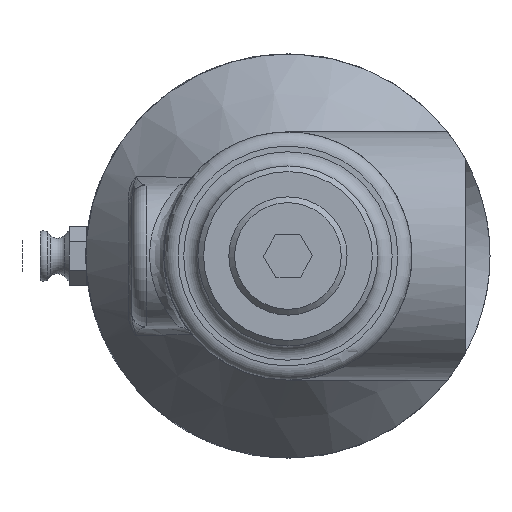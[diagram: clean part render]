
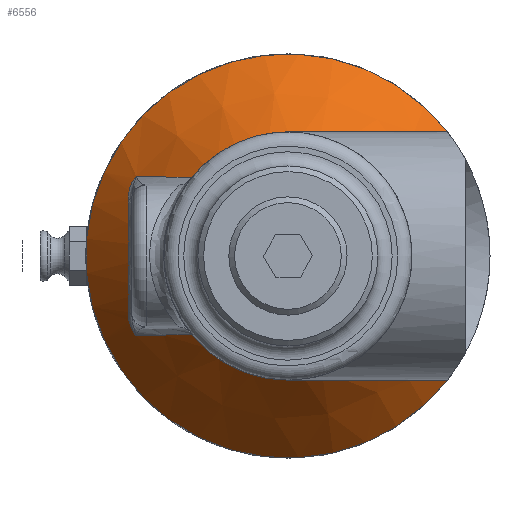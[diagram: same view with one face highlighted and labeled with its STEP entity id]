
A CAD part, left-side view. The second image highlights one B-rep face of the part: STEP entity #6556.
In plain terms, the highlighted conical face has half-angle 38 degrees and reference radius 23 mm.
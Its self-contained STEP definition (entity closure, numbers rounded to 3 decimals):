
#30=CONICAL_SURFACE('',#6966,23.,0.663);
#48=(
BOUNDED_CURVE()
B_SPLINE_CURVE(2,(#14442,#14443,#14444),.UNSPECIFIED.,.F.,.F.)
B_SPLINE_CURVE_WITH_KNOTS((3,3),(2.654,5.307),
 .UNSPECIFIED.)
CURVE()
GEOMETRIC_REPRESENTATION_ITEM()
RATIONAL_B_SPLINE_CURVE((1.314,1.314,1.))
REPRESENTATION_ITEM('')
);
#49=(
BOUNDED_CURVE()
B_SPLINE_CURVE(2,(#14446,#14447,#14448),.UNSPECIFIED.,.F.,.F.)
B_SPLINE_CURVE_WITH_KNOTS((3,3),(0.,2.654),.UNSPECIFIED.)
CURVE()
GEOMETRIC_REPRESENTATION_ITEM()
RATIONAL_B_SPLINE_CURVE((1.,1.314,1.314))
REPRESENTATION_ITEM('')
);
#1404=FACE_OUTER_BOUND('',#1803,.T.);
#1803=EDGE_LOOP('',(#5637,#5638,#5639,#5640,#5641,#5642,#5643,#5644,#5645,
#5646));
#2215=B_SPLINE_CURVE_WITH_KNOTS('',3,(#14301,#14302,#14303,#14304,#14305,
#14306,#14307,#14308,#14309,#14310,#14311,#14312,#14313,#14314,#14315),
 .UNSPECIFIED.,.F.,.F.,(4,2,1,1,1,1,1,1,1,1,1,4),(-0.393,-0.392,
-0.353,-0.314,-0.275,-0.235,
-0.196,-0.157,-0.118,-0.078,
-0.039,0.),.UNSPECIFIED.);
#2216=B_SPLINE_CURVE_WITH_KNOTS('',3,(#14341,#14342,#14343,#14344,#14345,
#14346),.UNSPECIFIED.,.F.,.F.,(4,1,1,4),(-1.739,-1.242,
-0.745,0.),.UNSPECIFIED.);
#2218=B_SPLINE_CURVE_WITH_KNOTS('',3,(#14408,#14409,#14410,#14411,#14412,
#14413,#14414,#14415,#14416,#14417,#14418,#14419,#14420),.UNSPECIFIED.,
 .F.,.F.,(4,1,1,1,1,1,1,1,2,4),(-0.392,-0.314,-0.235,
-0.196,-0.157,-0.118,-0.078,
-0.039,0.,0.001),.UNSPECIFIED.);
#2220=B_SPLINE_CURVE_WITH_KNOTS('',3,(#14436,#14437,#14438,#14439),
 .UNSPECIFIED.,.F.,.F.,(4,4),(-2.162,-0.994),
 .UNSPECIFIED.);
#2221=B_SPLINE_CURVE_WITH_KNOTS('',3,(#14451,#14452,#14453,#14454),
 .UNSPECIFIED.,.F.,.F.,(4,4),(-1.769,-0.601),
 .UNSPECIFIED.);
#2352=CIRCLE('',#6883,28.5);
#2393=CIRCLE('',#6967,17.5);
#2394=CIRCLE('',#6968,17.5);
#2933=VERTEX_POINT('',#13721);
#2934=VERTEX_POINT('',#13723);
#3015=VERTEX_POINT('',#14282);
#3017=VERTEX_POINT('',#14285);
#3018=VERTEX_POINT('',#14340);
#3020=VERTEX_POINT('',#14407);
#3021=VERTEX_POINT('',#14435);
#3022=VERTEX_POINT('',#14440);
#3023=VERTEX_POINT('',#14445);
#3024=VERTEX_POINT('',#14449);
#3807=EDGE_CURVE('',#2934,#2933,#2352,.T.);
#3921=EDGE_CURVE('',#3017,#3015,#2215,.T.);
#3922=EDGE_CURVE('',#3015,#3018,#2216,.T.);
#3925=EDGE_CURVE('',#3018,#3020,#2218,.T.);
#3927=EDGE_CURVE('',#3021,#3017,#2220,.T.);
#3928=EDGE_CURVE('',#3022,#3021,#2393,.T.);
#3929=EDGE_CURVE('',#3022,#2934,#48,.T.);
#3930=EDGE_CURVE('',#2933,#3023,#49,.T.);
#3931=EDGE_CURVE('',#3024,#3023,#2394,.T.);
#3932=EDGE_CURVE('',#3020,#3024,#2221,.T.);
#5637=ORIENTED_EDGE('',*,*,#3925,.F.);
#5638=ORIENTED_EDGE('',*,*,#3922,.F.);
#5639=ORIENTED_EDGE('',*,*,#3921,.F.);
#5640=ORIENTED_EDGE('',*,*,#3927,.F.);
#5641=ORIENTED_EDGE('',*,*,#3928,.F.);
#5642=ORIENTED_EDGE('',*,*,#3929,.T.);
#5643=ORIENTED_EDGE('',*,*,#3807,.T.);
#5644=ORIENTED_EDGE('',*,*,#3930,.T.);
#5645=ORIENTED_EDGE('',*,*,#3931,.F.);
#5646=ORIENTED_EDGE('',*,*,#3932,.F.);
#6556=ADVANCED_FACE('',(#1404),#30,.T.);
#6883=AXIS2_PLACEMENT_3D('',#13724,#7838,#7839);
#6966=AXIS2_PLACEMENT_3D('',#14434,#8048,#8049);
#6967=AXIS2_PLACEMENT_3D('',#14441,#8050,#8051);
#6968=AXIS2_PLACEMENT_3D('',#14450,#8052,#8053);
#7838=DIRECTION('center_axis',(-1.,0.,0.));
#7839=DIRECTION('ref_axis',(0.,0.,1.));
#8048=DIRECTION('center_axis',(1.,0.,0.));
#8049=DIRECTION('ref_axis',(0.,1.,0.));
#8050=DIRECTION('center_axis',(-1.,0.,0.));
#8051=DIRECTION('ref_axis',(0.,0.,1.));
#8052=DIRECTION('center_axis',(-1.,0.,0.));
#8053=DIRECTION('ref_axis',(0.,0.,1.));
#13721=CARTESIAN_POINT('',(-45.613,-22.494,-17.5));
#13723=CARTESIAN_POINT('',(-45.613,-22.494,17.5));
#13724=CARTESIAN_POINT('Origin',(-45.613,0.,0.));
#14282=CARTESIAN_POINT('',(-51.548,22.513,7.913));
#14285=CARTESIAN_POINT('',(-51.143,21.395,11.266));
#14301=CARTESIAN_POINT('Ctrl Pts',(-51.143,21.395,11.266));
#14302=CARTESIAN_POINT('Ctrl Pts',(-51.142,21.396,11.264));
#14303=CARTESIAN_POINT('Ctrl Pts',(-51.142,21.397,11.263));
#14304=CARTESIAN_POINT('Ctrl Pts',(-51.093,21.482,11.182));
#14305=CARTESIAN_POINT('Ctrl Pts',(-51.026,21.637,10.998));
#14306=CARTESIAN_POINT('Ctrl Pts',(-50.973,21.837,10.691));
#14307=CARTESIAN_POINT('Ctrl Pts',(-50.956,22.008,10.364));
#14308=CARTESIAN_POINT('Ctrl Pts',(-50.97,22.154,10.022));
#14309=CARTESIAN_POINT('Ctrl Pts',(-51.011,22.274,9.672));
#14310=CARTESIAN_POINT('Ctrl Pts',(-51.076,22.368,9.321));
#14311=CARTESIAN_POINT('Ctrl Pts',(-51.164,22.44,8.965));
#14312=CARTESIAN_POINT('Ctrl Pts',(-51.272,22.488,8.61));
#14313=CARTESIAN_POINT('Ctrl Pts',(-51.4,22.513,8.257));
#14314=CARTESIAN_POINT('Ctrl Pts',(-51.497,22.515,8.027));
#14315=CARTESIAN_POINT('Ctrl Pts',(-51.548,22.513,7.913));
#14340=CARTESIAN_POINT('',(-51.548,22.513,-7.913));
#14341=CARTESIAN_POINT('Ctrl Pts',(-51.548,22.513,7.913));
#14342=CARTESIAN_POINT('Ctrl Pts',(-52.195,22.484,6.473));
#14343=CARTESIAN_POINT('Ctrl Pts',(-53.228,22.433,3.498));
#14344=CARTESIAN_POINT('Ctrl Pts',(-53.632,22.411,-1.953));
#14345=CARTESIAN_POINT('Ctrl Pts',(-52.518,22.469,-5.753));
#14346=CARTESIAN_POINT('Ctrl Pts',(-51.548,22.513,-7.913));
#14407=CARTESIAN_POINT('',(-51.143,21.395,-11.266));
#14408=CARTESIAN_POINT('Ctrl Pts',(-51.548,22.513,-7.913));
#14409=CARTESIAN_POINT('Ctrl Pts',(-51.446,22.518,-8.141));
#14410=CARTESIAN_POINT('Ctrl Pts',(-51.262,22.499,-8.608));
#14411=CARTESIAN_POINT('Ctrl Pts',(-51.098,22.4,-9.204));
#14412=CARTESIAN_POINT('Ctrl Pts',(-51.011,22.274,-9.672));
#14413=CARTESIAN_POINT('Ctrl Pts',(-50.97,22.154,-10.022));
#14414=CARTESIAN_POINT('Ctrl Pts',(-50.956,22.008,-10.364));
#14415=CARTESIAN_POINT('Ctrl Pts',(-50.973,21.837,-10.691));
#14416=CARTESIAN_POINT('Ctrl Pts',(-51.026,21.637,-10.998));
#14417=CARTESIAN_POINT('Ctrl Pts',(-51.093,21.482,-11.182));
#14418=CARTESIAN_POINT('Ctrl Pts',(-51.142,21.397,-11.263));
#14419=CARTESIAN_POINT('Ctrl Pts',(-51.142,21.396,-11.264));
#14420=CARTESIAN_POINT('Ctrl Pts',(-51.143,21.395,-11.266));
#14434=CARTESIAN_POINT('Origin',(-52.653,0.,0.));
#14435=CARTESIAN_POINT('',(-59.692,13.604,11.009));
#14436=CARTESIAN_POINT('Ctrl Pts',(-59.692,13.604,11.009));
#14437=CARTESIAN_POINT('Ctrl Pts',(-56.946,16.274,11.12));
#14438=CARTESIAN_POINT('Ctrl Pts',(-54.063,18.851,11.201));
#14439=CARTESIAN_POINT('Ctrl Pts',(-51.143,21.395,11.266));
#14440=CARTESIAN_POINT('',(-59.692,0.,17.5));
#14441=CARTESIAN_POINT('Origin',(-59.692,0.,0.));
#14442=CARTESIAN_POINT('Ctrl Pts',(-59.692,0.,17.5));
#14443=CARTESIAN_POINT('Ctrl Pts',(-59.692,-8.558,
17.5));
#14444=CARTESIAN_POINT('Ctrl Pts',(-45.613,-22.494,17.5));
#14445=CARTESIAN_POINT('',(-59.692,0.,-17.5));
#14446=CARTESIAN_POINT('Ctrl Pts',(-45.613,-22.494,-17.5));
#14447=CARTESIAN_POINT('Ctrl Pts',(-59.692,-8.558,
-17.5));
#14448=CARTESIAN_POINT('Ctrl Pts',(-59.692,0.,-17.5));
#14449=CARTESIAN_POINT('',(-59.692,13.604,-11.009));
#14450=CARTESIAN_POINT('Origin',(-59.692,0.,0.));
#14451=CARTESIAN_POINT('Ctrl Pts',(-51.143,21.395,-11.266));
#14452=CARTESIAN_POINT('Ctrl Pts',(-54.063,18.851,-11.201));
#14453=CARTESIAN_POINT('Ctrl Pts',(-56.946,16.274,-11.12));
#14454=CARTESIAN_POINT('Ctrl Pts',(-59.692,13.604,-11.009));
